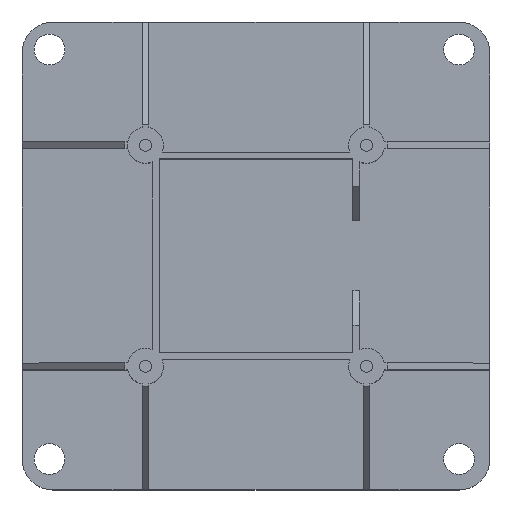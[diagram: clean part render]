
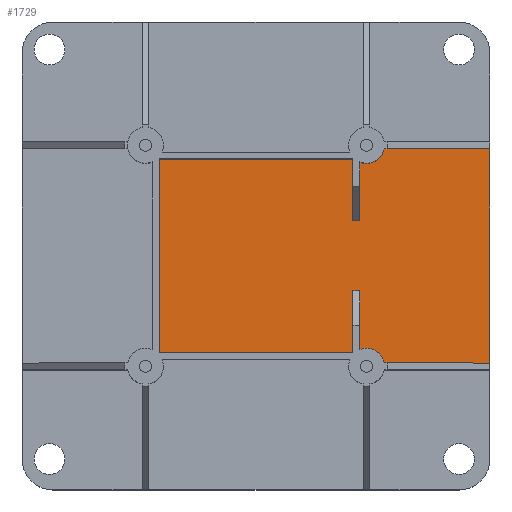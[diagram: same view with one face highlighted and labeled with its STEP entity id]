
A CAD part, top view. The second image highlights one B-rep face of the part: STEP entity #1729.
In plain terms, the highlighted planar face has unit normal (0, 0, 1).
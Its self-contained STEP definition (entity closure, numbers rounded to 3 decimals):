
#193=PLANE('',#1883);
#273=FACE_OUTER_BOUND('',#369,.T.);
#369=EDGE_LOOP('',(#1583,#1584,#1585,#1586,#1587,#1588,#1589,#1590,#1591,
#1592,#1593,#1594,#1595,#1596));
#400=LINE('',#2450,#578);
#424=LINE('',#2503,#602);
#494=LINE('',#2670,#672);
#497=LINE('',#2675,#675);
#502=LINE('',#2686,#680);
#505=LINE('',#2691,#683);
#506=LINE('',#2694,#684);
#534=LINE('',#2768,#712);
#536=LINE('',#2772,#714);
#538=LINE('',#2776,#716);
#540=LINE('',#2779,#718);
#544=LINE('',#2793,#722);
#578=VECTOR('',#1963,10.);
#602=VECTOR('',#2003,10.);
#672=VECTOR('',#2139,10.);
#675=VECTOR('',#2144,10.);
#680=VECTOR('',#2153,10.);
#683=VECTOR('',#2158,10.);
#684=VECTOR('',#2161,10.);
#712=VECTOR('',#2249,10.);
#714=VECTOR('',#2253,10.);
#716=VECTOR('',#2257,10.);
#718=VECTOR('',#2261,10.);
#722=VECTOR('',#2281,10.);
#763=CIRCLE('',#1821,5.25);
#773=CIRCLE('',#1854,5.25);
#825=VERTEX_POINT('',#2447);
#826=VERTEX_POINT('',#2449);
#847=VERTEX_POINT('',#2501);
#910=VERTEX_POINT('',#2667);
#911=VERTEX_POINT('',#2669);
#912=VERTEX_POINT('',#2673);
#915=VERTEX_POINT('',#2683);
#916=VERTEX_POINT('',#2685);
#917=VERTEX_POINT('',#2689);
#918=VERTEX_POINT('',#2693);
#934=VERTEX_POINT('',#2767);
#935=VERTEX_POINT('',#2771);
#936=VERTEX_POINT('',#2775);
#937=VERTEX_POINT('',#2781);
#978=EDGE_CURVE('',#826,#825,#400,.T.);
#1005=EDGE_CURVE('',#825,#847,#424,.T.);
#1091=EDGE_CURVE('',#911,#910,#494,.T.);
#1094=EDGE_CURVE('',#910,#912,#497,.T.);
#1099=EDGE_CURVE('',#916,#915,#502,.T.);
#1102=EDGE_CURVE('',#915,#917,#505,.T.);
#1103=EDGE_CURVE('',#918,#911,#506,.T.);
#1105=EDGE_CURVE('',#847,#918,#763,.T.);
#1141=EDGE_CURVE('',#912,#934,#534,.T.);
#1143=EDGE_CURVE('',#934,#935,#536,.T.);
#1145=EDGE_CURVE('',#935,#936,#538,.T.);
#1147=EDGE_CURVE('',#936,#916,#540,.T.);
#1148=EDGE_CURVE('',#917,#937,#773,.T.);
#1154=EDGE_CURVE('',#937,#826,#544,.T.);
#1583=ORIENTED_EDGE('',*,*,#1005,.T.);
#1584=ORIENTED_EDGE('',*,*,#1105,.T.);
#1585=ORIENTED_EDGE('',*,*,#1103,.T.);
#1586=ORIENTED_EDGE('',*,*,#1091,.T.);
#1587=ORIENTED_EDGE('',*,*,#1094,.T.);
#1588=ORIENTED_EDGE('',*,*,#1141,.T.);
#1589=ORIENTED_EDGE('',*,*,#1143,.T.);
#1590=ORIENTED_EDGE('',*,*,#1145,.T.);
#1591=ORIENTED_EDGE('',*,*,#1147,.T.);
#1592=ORIENTED_EDGE('',*,*,#1099,.T.);
#1593=ORIENTED_EDGE('',*,*,#1102,.T.);
#1594=ORIENTED_EDGE('',*,*,#1148,.T.);
#1595=ORIENTED_EDGE('',*,*,#1154,.T.);
#1596=ORIENTED_EDGE('',*,*,#978,.T.);
#1729=ADVANCED_FACE('',(#273),#193,.T.);
#1821=AXIS2_PLACEMENT_3D('',#2697,#2165,#2166);
#1854=AXIS2_PLACEMENT_3D('',#2782,#2264,#2265);
#1883=AXIS2_PLACEMENT_3D('',#2827,#2332,#2333);
#1963=DIRECTION('',(0.,1.,0.));
#2003=DIRECTION('',(-1.,0.,0.));
#2139=DIRECTION('',(-1.,0.,0.));
#2144=DIRECTION('',(0.,1.,0.));
#2153=DIRECTION('',(1.,0.,0.));
#2158=DIRECTION('',(0.,-1.,0.));
#2161=DIRECTION('',(0.,-1.,0.));
#2165=DIRECTION('center_axis',(0.,0.,-1.));
#2166=DIRECTION('ref_axis',(-1.,0.,0.));
#2249=DIRECTION('',(-1.,0.,0.));
#2253=DIRECTION('',(0.,-1.,0.));
#2257=DIRECTION('',(1.,0.,0.));
#2261=DIRECTION('',(0.,1.,0.));
#2264=DIRECTION('center_axis',(0.,0.,-1.));
#2265=DIRECTION('ref_axis',(-1.,0.,0.));
#2281=DIRECTION('',(1.,0.,0.));
#2332=DIRECTION('center_axis',(0.,0.,1.));
#2333=DIRECTION('ref_axis',(1.,0.,0.));
#2447=CARTESIAN_POINT('',(96.5,59.5,5.));
#2449=CARTESIAN_POINT('',(96.5,-3.,5.));
#2450=CARTESIAN_POINT('',(96.5,-40.,5.));
#2501=CARTESIAN_POINT('',(65.654,59.5,5.));
#2503=CARTESIAN_POINT('',(46.952,59.5,5.));
#2667=CARTESIAN_POINT('',(56.5,38.5,5.));
#2669=CARTESIAN_POINT('',(58.5,38.5,5.));
#2670=CARTESIAN_POINT('',(42.375,38.5,5.));
#2673=CARTESIAN_POINT('',(56.5,56.5,5.));
#2675=CARTESIAN_POINT('',(56.5,42.375,5.));
#2683=CARTESIAN_POINT('',(58.5,18.,5.));
#2685=CARTESIAN_POINT('',(56.5,18.,5.));
#2686=CARTESIAN_POINT('',(43.375,18.,5.));
#2689=CARTESIAN_POINT('',(58.5,0.854,5.));
#2691=CARTESIAN_POINT('',(58.5,13.125,5.));
#2693=CARTESIAN_POINT('',(58.5,55.646,5.));
#2694=CARTESIAN_POINT('',(58.5,33.375,5.));
#2697=CARTESIAN_POINT('Origin',(60.5,60.5,5.));
#2767=CARTESIAN_POINT('',(0.,56.5,5.));
#2768=CARTESIAN_POINT('',(14.125,56.5,5.));
#2771=CARTESIAN_POINT('',(0.,0.,5.));
#2772=CARTESIAN_POINT('',(0.,14.125,5.));
#2775=CARTESIAN_POINT('',(56.5,0.,5.));
#2776=CARTESIAN_POINT('',(42.375,0.,5.));
#2779=CARTESIAN_POINT('',(56.5,23.125,5.));
#2781=CARTESIAN_POINT('',(65.654,-3.,5.));
#2782=CARTESIAN_POINT('Origin',(60.5,-4.,5.));
#2793=CARTESIAN_POINT('',(62.375,-3.,5.));
#2827=CARTESIAN_POINT('Origin',(28.25,28.25,5.));
